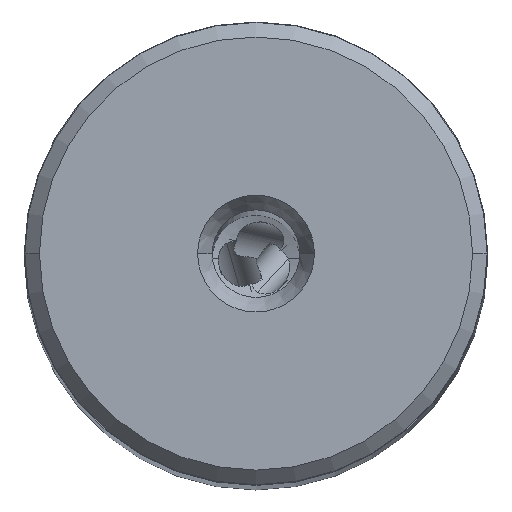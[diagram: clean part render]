
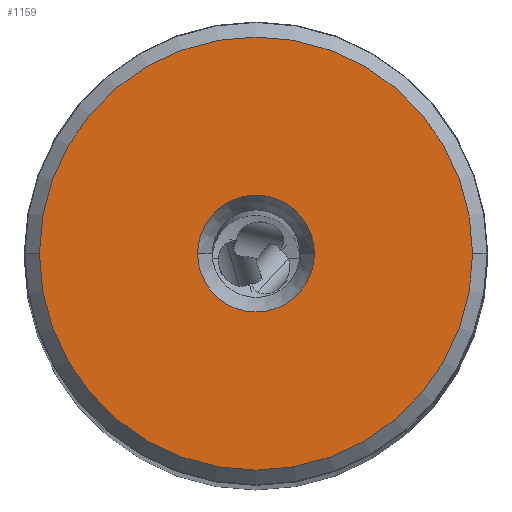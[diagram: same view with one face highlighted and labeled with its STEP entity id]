
A CAD part, top view. The second image highlights one B-rep face of the part: STEP entity #1159.
In plain terms, the highlighted planar face has unit normal (0, 0, 1).
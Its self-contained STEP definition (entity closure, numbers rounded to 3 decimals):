
#1159=ADVANCED_FACE('',(#1479,#1480),#1419,.T.);
#1419=PLANE('',#5202);
#1479=FACE_BOUND('',#1507,.T.);
#1480=FACE_BOUND('',#1508,.T.);
#1507=EDGE_LOOP('',(#1781,#1782));
#1508=EDGE_LOOP('',(#1783,#1784));
#1781=ORIENTED_EDGE('',*,*,#3868,.F.);
#1782=ORIENTED_EDGE('',*,*,#3869,.F.);
#1783=ORIENTED_EDGE('',*,*,#3870,.F.);
#1784=ORIENTED_EDGE('',*,*,#3871,.F.);
#3339=VERTEX_POINT('',#7291);
#3340=VERTEX_POINT('',#7292);
#3341=VERTEX_POINT('',#7295);
#3342=VERTEX_POINT('',#7296);
#3868=EDGE_CURVE('',#3339,#3340,#4647,.T.);
#3869=EDGE_CURVE('',#3340,#3339,#4648,.T.);
#3870=EDGE_CURVE('',#3341,#3342,#4649,.T.);
#3871=EDGE_CURVE('',#3342,#3341,#4650,.T.);
#4647=CIRCLE('',#5198,14.836);
#4648=CIRCLE('',#5199,14.836);
#4649=CIRCLE('',#5200,4.);
#4650=CIRCLE('',#5201,4.);
#5198=AXIS2_PLACEMENT_3D('',#7290,#5853,#5854);
#5199=AXIS2_PLACEMENT_3D('',#7293,#5855,#5856);
#5200=AXIS2_PLACEMENT_3D('',#7294,#5857,#5858);
#5201=AXIS2_PLACEMENT_3D('',#7297,#5859,#5860);
#5202=AXIS2_PLACEMENT_3D('',#7298,#5861,#5862);
#5853=DIRECTION('',(0.,0.,-1.));
#5854=DIRECTION('',(-1.,0.,0.));
#5855=DIRECTION('',(0.,0.,-1.));
#5856=DIRECTION('',(1.,0.,0.));
#5857=DIRECTION('',(0.,0.,1.));
#5858=DIRECTION('',(-1.,0.,0.));
#5859=DIRECTION('',(0.,0.,1.));
#5860=DIRECTION('',(1.,0.,0.));
#5861=DIRECTION('',(0.,0.,1.));
#5862=DIRECTION('',(1.,0.,0.));
#7290=CARTESIAN_POINT('',(0.,0.,0.));
#7291=CARTESIAN_POINT('',(-14.836,0.,0.));
#7292=CARTESIAN_POINT('',(14.836,0.,0.));
#7293=CARTESIAN_POINT('',(0.,0.,0.));
#7294=CARTESIAN_POINT('',(0.,0.,0.));
#7295=CARTESIAN_POINT('',(-4.,0.,0.));
#7296=CARTESIAN_POINT('',(4.,0.,0.));
#7297=CARTESIAN_POINT('',(0.,0.,0.));
#7298=CARTESIAN_POINT('',(0.,0.,0.));
